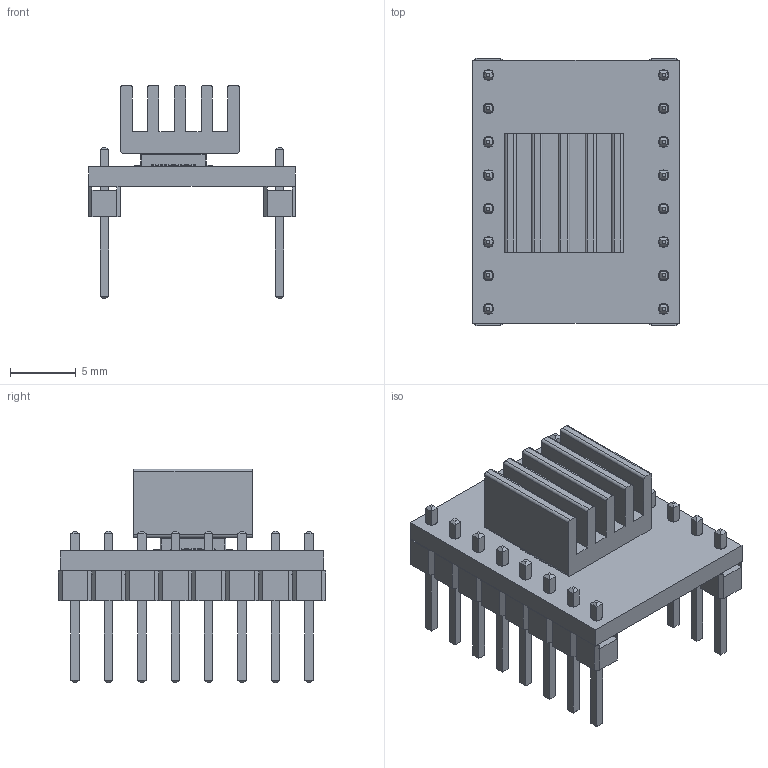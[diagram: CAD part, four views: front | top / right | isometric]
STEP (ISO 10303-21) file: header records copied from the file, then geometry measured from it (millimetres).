
FILE_DESCRIPTION (( 'STEP AP203' ), '1' );
FILE_NAME ('G3D_A4988.STEP', '2014-03-14T20:20:23', ( 'DELL_PrecisionT3500' ), ( '' ), 'SwSTEP 2.0', 'SolidWorks 2014', '' );
FILE_SCHEMA (( 'CONFIG_CONTROL_DESIGN' ));
Length unit declared in the file: millimetre
Products named in the file (5): Heat_Sink; G3D_A4988; PCB; SIL_Male_8Pin; microchip_28
Assembly tree (5 placements, depth 2):
  G3D_A4988
    PCB
    SIL_Male_8Pin  x2
    microchip_28
    Heat_Sink
Bounding box: 15.81 x 20.32 x 16.24 mm (x, y, z)
Volume: 1019.7 mm3; surface area: 2505.8 mm2
Topology: 35 solids, 35 shells, 1083 faces, 2545 edges, 1425 vertices
Faces by surface type: plane 578, cylinder 283, torus 115, sphere 107
Entity records: 23262 total; most frequent: DIRECTION 4287, CARTESIAN_POINT 3800, ORIENTED_EDGE 3724, EDGE_CURVE 1862, AXIS2_PLACEMENT_3D 1600, VECTOR 1087, LINE 1087, VERTEX_POINT 1073
